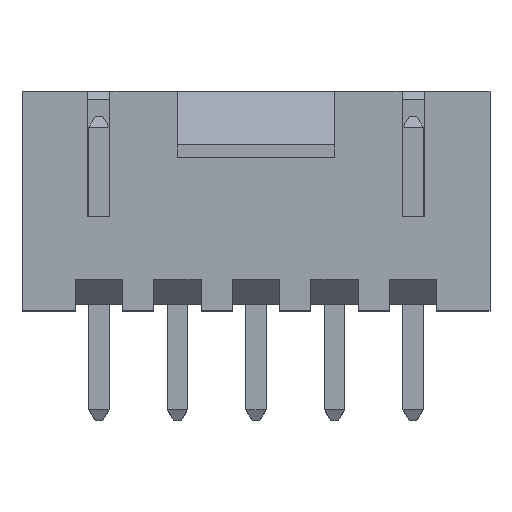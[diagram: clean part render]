
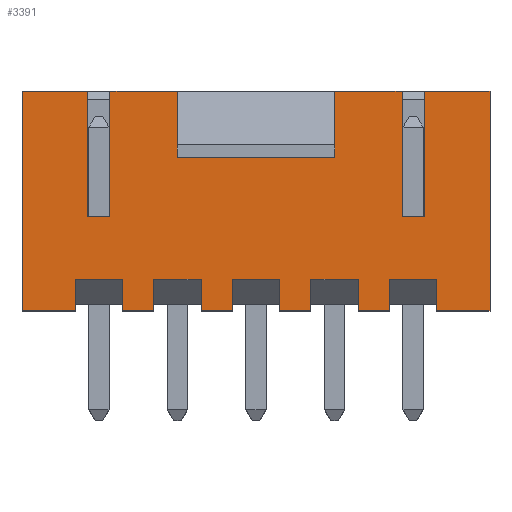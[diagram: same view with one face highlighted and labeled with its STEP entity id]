
A CAD part, top view. The second image highlights one B-rep face of the part: STEP entity #3391.
In plain terms, the highlighted planar face has unit normal (0, 0, 1).
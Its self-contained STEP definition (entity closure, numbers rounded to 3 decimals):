
#37=DIRECTION('',(1.,0.,0.));
#38=VECTOR('',#37,1.7);
#39=CARTESIAN_POINT('',(-7.45,0.,2.9));
#40=LINE('',#39,#38);
#65=DIRECTION('',(1.,0.,0.));
#66=VECTOR('',#65,1.);
#67=CARTESIAN_POINT('',(-4.25,0.,2.9));
#68=LINE('',#67,#66);
#93=DIRECTION('',(1.,0.,0.));
#94=VECTOR('',#93,1.);
#95=CARTESIAN_POINT('',(-1.75,0.,2.9));
#96=LINE('',#95,#94);
#121=DIRECTION('',(1.,0.,0.));
#122=VECTOR('',#121,1.);
#123=CARTESIAN_POINT('',(0.75,0.,2.9));
#124=LINE('',#123,#122);
#149=DIRECTION('',(1.,0.,0.));
#150=VECTOR('',#149,1.);
#151=CARTESIAN_POINT('',(3.25,0.,2.9));
#152=LINE('',#151,#150);
#163=DIRECTION('',(1.,0.,0.));
#164=VECTOR('',#163,1.7);
#165=CARTESIAN_POINT('',(5.75,0.,2.9));
#166=LINE('',#165,#164);
#212=DIRECTION('',(0.,-1.,0.));
#213=VECTOR('',#212,2.);
#214=CARTESIAN_POINT('',(-2.5,7.,2.9));
#215=LINE('',#214,#213);
#219=DIRECTION('',(1.,0.,0.));
#220=VECTOR('',#219,5.);
#221=CARTESIAN_POINT('',(-2.5,5.,2.9));
#222=LINE('',#221,#220);
#226=DIRECTION('',(0.,-1.,0.));
#227=VECTOR('',#226,2.);
#228=CARTESIAN_POINT('',(2.5,7.,2.9));
#229=LINE('',#228,#227);
#233=DIRECTION('',(0.,-1.,0.));
#234=VECTOR('',#233,4.);
#235=CARTESIAN_POINT('',(4.65,7.,2.9));
#236=LINE('',#235,#234);
#240=DIRECTION('',(1.,0.,0.));
#241=VECTOR('',#240,0.7);
#242=CARTESIAN_POINT('',(4.65,3.,2.9));
#243=LINE('',#242,#241);
#247=DIRECTION('',(0.,-1.,0.));
#248=VECTOR('',#247,4.);
#249=CARTESIAN_POINT('',(5.35,7.,2.9));
#250=LINE('',#249,#248);
#254=DIRECTION('',(0.,1.,0.));
#255=VECTOR('',#254,1.);
#256=CARTESIAN_POINT('',(5.75,0.,2.9));
#257=LINE('',#256,#255);
#261=DIRECTION('',(1.,0.,0.));
#262=VECTOR('',#261,1.5);
#263=CARTESIAN_POINT('',(4.25,1.,2.9));
#264=LINE('',#263,#262);
#268=DIRECTION('',(0.,1.,0.));
#269=VECTOR('',#268,1.);
#270=CARTESIAN_POINT('',(4.25,0.,2.9));
#271=LINE('',#270,#269);
#275=DIRECTION('',(0.,1.,0.));
#276=VECTOR('',#275,1.);
#277=CARTESIAN_POINT('',(3.25,0.,2.9));
#278=LINE('',#277,#276);
#282=DIRECTION('',(1.,0.,0.));
#283=VECTOR('',#282,1.5);
#284=CARTESIAN_POINT('',(1.75,1.,2.9));
#285=LINE('',#284,#283);
#289=DIRECTION('',(0.,1.,0.));
#290=VECTOR('',#289,1.);
#291=CARTESIAN_POINT('',(1.75,0.,2.9));
#292=LINE('',#291,#290);
#296=DIRECTION('',(0.,1.,0.));
#297=VECTOR('',#296,1.);
#298=CARTESIAN_POINT('',(0.75,0.,2.9));
#299=LINE('',#298,#297);
#303=DIRECTION('',(1.,0.,0.));
#304=VECTOR('',#303,1.5);
#305=CARTESIAN_POINT('',(-0.75,1.,2.9));
#306=LINE('',#305,#304);
#310=DIRECTION('',(0.,1.,0.));
#311=VECTOR('',#310,1.);
#312=CARTESIAN_POINT('',(-0.75,0.,2.9));
#313=LINE('',#312,#311);
#317=DIRECTION('',(0.,1.,0.));
#318=VECTOR('',#317,1.);
#319=CARTESIAN_POINT('',(-1.75,0.,2.9));
#320=LINE('',#319,#318);
#324=DIRECTION('',(1.,0.,0.));
#325=VECTOR('',#324,1.5);
#326=CARTESIAN_POINT('',(-3.25,1.,2.9));
#327=LINE('',#326,#325);
#331=DIRECTION('',(0.,1.,0.));
#332=VECTOR('',#331,1.);
#333=CARTESIAN_POINT('',(-3.25,0.,2.9));
#334=LINE('',#333,#332);
#338=DIRECTION('',(0.,1.,0.));
#339=VECTOR('',#338,1.);
#340=CARTESIAN_POINT('',(-4.25,0.,2.9));
#341=LINE('',#340,#339);
#345=DIRECTION('',(1.,0.,0.));
#346=VECTOR('',#345,1.5);
#347=CARTESIAN_POINT('',(-5.75,1.,2.9));
#348=LINE('',#347,#346);
#352=DIRECTION('',(0.,1.,0.));
#353=VECTOR('',#352,1.);
#354=CARTESIAN_POINT('',(-5.75,0.,2.9));
#355=LINE('',#354,#353);
#359=DIRECTION('',(0.,1.,0.));
#360=VECTOR('',#359,7.);
#361=CARTESIAN_POINT('',(-7.45,0.,2.9));
#362=LINE('',#361,#360);
#366=DIRECTION('',(0.,1.,0.));
#367=VECTOR('',#366,4.);
#368=CARTESIAN_POINT('',(-5.35,3.,2.9));
#369=LINE('',#368,#367);
#373=DIRECTION('',(1.,0.,0.));
#374=VECTOR('',#373,0.7);
#375=CARTESIAN_POINT('',(-5.35,3.,2.9));
#376=LINE('',#375,#374);
#380=DIRECTION('',(0.,1.,0.));
#381=VECTOR('',#380,4.);
#382=CARTESIAN_POINT('',(-4.65,3.,2.9));
#383=LINE('',#382,#381);
#422=DIRECTION('',(1.,0.,0.));
#423=VECTOR('',#422,2.1);
#424=CARTESIAN_POINT('',(-7.45,7.,2.9));
#425=LINE('',#424,#423);
#450=DIRECTION('',(1.,0.,0.));
#451=VECTOR('',#450,2.1);
#452=CARTESIAN_POINT('',(5.35,7.,2.9));
#453=LINE('',#452,#451);
#492=DIRECTION('',(1.,0.,0.));
#493=VECTOR('',#492,2.15);
#494=CARTESIAN_POINT('',(-4.65,7.,2.9));
#495=LINE('',#494,#493);
#520=DIRECTION('',(1.,0.,0.));
#521=VECTOR('',#520,2.15);
#522=CARTESIAN_POINT('',(2.5,7.,2.9));
#523=LINE('',#522,#521);
#1647=DIRECTION('',(0.,1.,0.));
#1648=VECTOR('',#1647,7.);
#1649=CARTESIAN_POINT('',(7.45,0.,2.9));
#1650=LINE('',#1649,#1648);
#2719=CARTESIAN_POINT('',(-7.45,7.,2.9));
#2721=VERTEX_POINT('',#2719);
#2722=CARTESIAN_POINT('',(7.45,7.,2.9));
#2724=VERTEX_POINT('',#2722);
#2726=CARTESIAN_POINT('',(-7.45,0.,2.9));
#2727=VERTEX_POINT('',#2726);
#2728=CARTESIAN_POINT('',(7.45,0.,2.9));
#2729=VERTEX_POINT('',#2728);
#2738=CARTESIAN_POINT('',(-4.65,3.,2.9));
#2739=CARTESIAN_POINT('',(-4.65,7.,2.9));
#2740=VERTEX_POINT('',#2738);
#2741=VERTEX_POINT('',#2739);
#2742=CARTESIAN_POINT('',(-5.35,3.,2.9));
#2743=CARTESIAN_POINT('',(-5.35,7.,2.9));
#2744=VERTEX_POINT('',#2742);
#2745=VERTEX_POINT('',#2743);
#2770=CARTESIAN_POINT('',(-5.75,0.,2.9));
#2772=VERTEX_POINT('',#2770);
#2774=CARTESIAN_POINT('',(-4.25,0.,2.9));
#2776=VERTEX_POINT('',#2774);
#2778=CARTESIAN_POINT('',(-5.75,1.,2.9));
#2779=VERTEX_POINT('',#2778);
#2780=CARTESIAN_POINT('',(-4.25,1.,2.9));
#2781=VERTEX_POINT('',#2780);
#2842=CARTESIAN_POINT('',(-3.25,0.,2.9));
#2844=VERTEX_POINT('',#2842);
#2846=CARTESIAN_POINT('',(-1.75,0.,2.9));
#2848=VERTEX_POINT('',#2846);
#2850=CARTESIAN_POINT('',(-3.25,1.,2.9));
#2851=VERTEX_POINT('',#2850);
#2852=CARTESIAN_POINT('',(-1.75,1.,2.9));
#2853=VERTEX_POINT('',#2852);
#2902=CARTESIAN_POINT('',(4.65,3.,2.9));
#2903=CARTESIAN_POINT('',(5.35,3.,2.9));
#2904=VERTEX_POINT('',#2902);
#2905=VERTEX_POINT('',#2903);
#2906=CARTESIAN_POINT('',(4.65,7.,2.9));
#2907=VERTEX_POINT('',#2906);
#2908=CARTESIAN_POINT('',(5.35,7.,2.9));
#2909=VERTEX_POINT('',#2908);
#2966=CARTESIAN_POINT('',(-2.5,7.,2.9));
#2967=CARTESIAN_POINT('',(2.5,7.,2.9));
#2968=VERTEX_POINT('',#2966);
#2969=VERTEX_POINT('',#2967);
#2970=CARTESIAN_POINT('',(-2.5,5.,2.9));
#2971=VERTEX_POINT('',#2970);
#2972=CARTESIAN_POINT('',(2.5,5.,2.9));
#2973=VERTEX_POINT('',#2972);
#2986=CARTESIAN_POINT('',(-0.75,0.,2.9));
#2988=VERTEX_POINT('',#2986);
#2990=CARTESIAN_POINT('',(0.75,0.,2.9));
#2992=VERTEX_POINT('',#2990);
#2994=CARTESIAN_POINT('',(-0.75,1.,2.9));
#2995=VERTEX_POINT('',#2994);
#2996=CARTESIAN_POINT('',(0.75,1.,2.9));
#2997=VERTEX_POINT('',#2996);
#3062=CARTESIAN_POINT('',(1.75,0.,2.9));
#3064=VERTEX_POINT('',#3062);
#3066=CARTESIAN_POINT('',(3.25,0.,2.9));
#3068=VERTEX_POINT('',#3066);
#3070=CARTESIAN_POINT('',(1.75,1.,2.9));
#3071=VERTEX_POINT('',#3070);
#3072=CARTESIAN_POINT('',(3.25,1.,2.9));
#3073=VERTEX_POINT('',#3072);
#3138=CARTESIAN_POINT('',(4.25,0.,2.9));
#3140=VERTEX_POINT('',#3138);
#3142=CARTESIAN_POINT('',(5.75,0.,2.9));
#3144=VERTEX_POINT('',#3142);
#3146=CARTESIAN_POINT('',(4.25,1.,2.9));
#3147=VERTEX_POINT('',#3146);
#3148=CARTESIAN_POINT('',(5.75,1.,2.9));
#3149=VERTEX_POINT('',#3148);
#3319=CARTESIAN_POINT('',(-7.45,0.,2.9));
#3320=DIRECTION('',(0.,0.,1.));
#3321=DIRECTION('',(1.,0.,0.));
#3322=AXIS2_PLACEMENT_3D('',#3319,#3320,#3321);
#3323=PLANE('',#3322);
#3325=ORIENTED_EDGE('',*,*,#3324,.T.);
#3327=ORIENTED_EDGE('',*,*,#3326,.T.);
#3329=ORIENTED_EDGE('',*,*,#3328,.F.);
#3331=ORIENTED_EDGE('',*,*,#3330,.T.);
#3333=ORIENTED_EDGE('',*,*,#3332,.T.);
#3335=ORIENTED_EDGE('',*,*,#3334,.T.);
#3337=ORIENTED_EDGE('',*,*,#3336,.F.);
#3339=ORIENTED_EDGE('',*,*,#3338,.T.);
#3341=ORIENTED_EDGE('',*,*,#3340,.F.);
#3342=ORIENTED_EDGE('',*,*,#3289,.F.);
#3344=ORIENTED_EDGE('',*,*,#3343,.T.);
#3346=ORIENTED_EDGE('',*,*,#3345,.F.);
#3348=ORIENTED_EDGE('',*,*,#3347,.F.);
#3349=ORIENTED_EDGE('',*,*,#3277,.F.);
#3351=ORIENTED_EDGE('',*,*,#3350,.T.);
#3353=ORIENTED_EDGE('',*,*,#3352,.F.);
#3355=ORIENTED_EDGE('',*,*,#3354,.F.);
#3356=ORIENTED_EDGE('',*,*,#3261,.F.);
#3358=ORIENTED_EDGE('',*,*,#3357,.T.);
#3360=ORIENTED_EDGE('',*,*,#3359,.F.);
#3362=ORIENTED_EDGE('',*,*,#3361,.F.);
#3363=ORIENTED_EDGE('',*,*,#3245,.F.);
#3365=ORIENTED_EDGE('',*,*,#3364,.T.);
#3367=ORIENTED_EDGE('',*,*,#3366,.F.);
#3369=ORIENTED_EDGE('',*,*,#3368,.F.);
#3370=ORIENTED_EDGE('',*,*,#3229,.F.);
#3372=ORIENTED_EDGE('',*,*,#3371,.T.);
#3374=ORIENTED_EDGE('',*,*,#3373,.F.);
#3375=ORIENTED_EDGE('',*,*,#3304,.F.);
#3376=ORIENTED_EDGE('',*,*,#3213,.F.);
#3378=ORIENTED_EDGE('',*,*,#3377,.T.);
#3380=ORIENTED_EDGE('',*,*,#3379,.T.);
#3382=ORIENTED_EDGE('',*,*,#3381,.F.);
#3384=ORIENTED_EDGE('',*,*,#3383,.T.);
#3386=ORIENTED_EDGE('',*,*,#3385,.T.);
#3388=ORIENTED_EDGE('',*,*,#3387,.T.);
#3389=EDGE_LOOP('',(#3325,#3327,#3329,#3331,#3333,#3335,#3337,#3339,#3341,#3342,
#3344,#3346,#3348,#3349,#3351,#3353,#3355,#3356,#3358,#3360,#3362,#3363,#3365,
#3367,#3369,#3370,#3372,#3374,#3375,#3376,#3378,#3380,#3382,#3384,#3386,#3388));
#3390=FACE_OUTER_BOUND('',#3389,.F.);
#3391=ADVANCED_FACE('',(#3390),#3323,.T.);
#3213=EDGE_CURVE('',#2727,#2772,#40,.T.);
#3229=EDGE_CURVE('',#2776,#2844,#68,.T.);
#3245=EDGE_CURVE('',#2848,#2988,#96,.T.);
#3261=EDGE_CURVE('',#2992,#3064,#124,.T.);
#3277=EDGE_CURVE('',#3068,#3140,#152,.T.);
#3289=EDGE_CURVE('',#3144,#2729,#166,.T.);
#3304=EDGE_CURVE('',#2772,#2779,#355,.T.);
#3324=EDGE_CURVE('',#2968,#2971,#215,.T.);
#3326=EDGE_CURVE('',#2971,#2973,#222,.T.);
#3328=EDGE_CURVE('',#2969,#2973,#229,.T.);
#3330=EDGE_CURVE('',#2969,#2907,#523,.T.);
#3332=EDGE_CURVE('',#2907,#2904,#236,.T.);
#3334=EDGE_CURVE('',#2904,#2905,#243,.T.);
#3336=EDGE_CURVE('',#2909,#2905,#250,.T.);
#3338=EDGE_CURVE('',#2909,#2724,#453,.T.);
#3340=EDGE_CURVE('',#2729,#2724,#1650,.T.);
#3343=EDGE_CURVE('',#3144,#3149,#257,.T.);
#3345=EDGE_CURVE('',#3147,#3149,#264,.T.);
#3347=EDGE_CURVE('',#3140,#3147,#271,.T.);
#3350=EDGE_CURVE('',#3068,#3073,#278,.T.);
#3352=EDGE_CURVE('',#3071,#3073,#285,.T.);
#3354=EDGE_CURVE('',#3064,#3071,#292,.T.);
#3357=EDGE_CURVE('',#2992,#2997,#299,.T.);
#3359=EDGE_CURVE('',#2995,#2997,#306,.T.);
#3361=EDGE_CURVE('',#2988,#2995,#313,.T.);
#3364=EDGE_CURVE('',#2848,#2853,#320,.T.);
#3366=EDGE_CURVE('',#2851,#2853,#327,.T.);
#3368=EDGE_CURVE('',#2844,#2851,#334,.T.);
#3371=EDGE_CURVE('',#2776,#2781,#341,.T.);
#3373=EDGE_CURVE('',#2779,#2781,#348,.T.);
#3377=EDGE_CURVE('',#2727,#2721,#362,.T.);
#3379=EDGE_CURVE('',#2721,#2745,#425,.T.);
#3381=EDGE_CURVE('',#2744,#2745,#369,.T.);
#3383=EDGE_CURVE('',#2744,#2740,#376,.T.);
#3385=EDGE_CURVE('',#2740,#2741,#383,.T.);
#3387=EDGE_CURVE('',#2741,#2968,#495,.T.);
